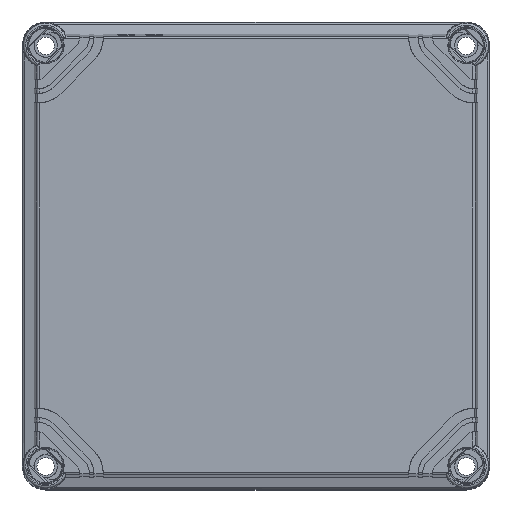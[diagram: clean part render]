
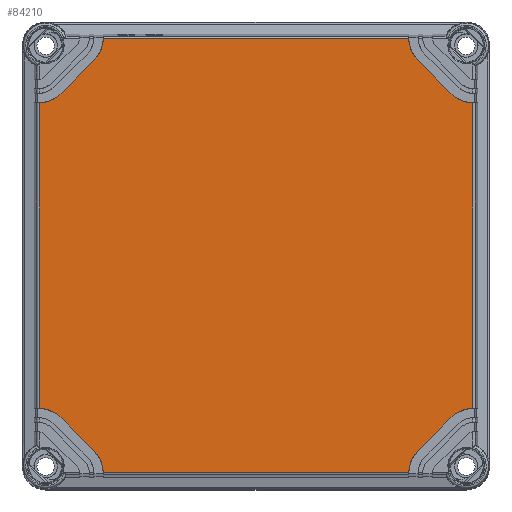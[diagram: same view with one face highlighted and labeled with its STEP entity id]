
A CAD part, top view. The second image highlights one B-rep face of the part: STEP entity #84210.
In plain terms, the highlighted planar face has unit normal (0, 0, 1).
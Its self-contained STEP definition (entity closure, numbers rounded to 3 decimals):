
#70405=CARTESIAN_POINT('',(-79.346,-93.3,30.));
#70406=DIRECTION('',(0.,0.,1.));
#70407=DIRECTION('',(0.999,0.032,0.));
#70408=AXIS2_PLACEMENT_3D('',#70405,#70406,#70407);
#70413=DIRECTION('',(-0.707,0.707,0.));
#70414=VECTOR('',#70413,19.734);
#70415=CARTESIAN_POINT('',(-69.447,-83.401,30.));
#70416=LINE('',#70415,#70414);
#70420=CARTESIAN_POINT('',(-93.3,-79.346,30.));
#70421=DIRECTION('',(0.,0.,1.));
#70422=DIRECTION('',(0.707,0.707,0.));
#70423=AXIS2_PLACEMENT_3D('',#70420,#70421,#70422);
#70428=CARTESIAN_POINT('',(-93.3,79.346,30.));
#70429=DIRECTION('',(0.,0.,1.));
#70430=DIRECTION('',(0.032,-0.999,0.));
#70431=AXIS2_PLACEMENT_3D('',#70428,#70429,#70430);
#70436=DIRECTION('',(0.707,0.707,0.));
#70437=VECTOR('',#70436,19.734);
#70438=CARTESIAN_POINT('',(-83.401,69.447,30.));
#70439=LINE('',#70438,#70437);
#70443=CARTESIAN_POINT('',(-79.346,93.3,30.));
#70444=DIRECTION('',(0.,0.,1.));
#70445=DIRECTION('',(0.707,-0.707,0.));
#70446=AXIS2_PLACEMENT_3D('',#70443,#70444,#70445);
#70451=DIRECTION('',(1.,0.,0.));
#70452=VECTOR('',#70451,130.707);
#70453=CARTESIAN_POINT('',(-65.353,92.851,30.));
#70454=LINE('',#70453,#70452);
#70458=CARTESIAN_POINT('',(79.346,93.3,30.));
#70459=DIRECTION('',(0.,0.,1.));
#70460=DIRECTION('',(-0.999,-0.032,0.));
#70461=AXIS2_PLACEMENT_3D('',#70458,#70459,#70460);
#70466=DIRECTION('',(0.707,-0.707,0.));
#70467=VECTOR('',#70466,19.734);
#70468=CARTESIAN_POINT('',(69.447,83.401,30.));
#70469=LINE('',#70468,#70467);
#70473=CARTESIAN_POINT('',(93.3,79.346,30.));
#70474=DIRECTION('',(0.,0.,1.));
#70475=DIRECTION('',(-0.707,-0.707,0.));
#70476=AXIS2_PLACEMENT_3D('',#70473,#70474,#70475);
#70481=CARTESIAN_POINT('',(93.3,-79.346,30.));
#70482=DIRECTION('',(0.,0.,1.));
#70483=DIRECTION('',(-0.032,0.999,0.));
#70484=AXIS2_PLACEMENT_3D('',#70481,#70482,#70483);
#70489=DIRECTION('',(-0.707,-0.707,0.));
#70490=VECTOR('',#70489,19.734);
#70491=CARTESIAN_POINT('',(83.401,-69.447,30.));
#70492=LINE('',#70491,#70490);
#70496=CARTESIAN_POINT('',(79.346,-93.3,30.));
#70497=DIRECTION('',(0.,0.,1.));
#70498=DIRECTION('',(-0.707,0.707,0.));
#70499=AXIS2_PLACEMENT_3D('',#70496,#70497,#70498);
#75103=DIRECTION('',(0.,1.,0.));
#75104=VECTOR('',#75103,130.707);
#75105=CARTESIAN_POINT('',(92.851,-65.353,30.));
#75106=LINE('',#75105,#75104);
#75174=CARTESIAN_POINT('',(-65.353,92.851,30.));
#75212=CARTESIAN_POINT('',(65.353,92.851,30.));
#75238=DIRECTION('',(0.,-1.,0.));
#75239=VECTOR('',#75238,130.707);
#75240=CARTESIAN_POINT('',(-92.851,65.353,30.));
#75241=LINE('',#75240,#75239);
#75309=DIRECTION('',(1.,0.,0.));
#75310=VECTOR('',#75309,130.707);
#75311=CARTESIAN_POINT('',(-65.353,-92.851,30.));
#75312=LINE('',#75311,#75310);
#75316=CARTESIAN_POINT('',(65.353,-92.851,30.));
#75347=CARTESIAN_POINT('',(-65.353,-92.851,30.));
#78161=CARTESIAN_POINT('',(69.447,83.401,30.));
#78162=CARTESIAN_POINT('',(83.401,69.447,30.));
#78163=VERTEX_POINT('',#78161);
#78164=VERTEX_POINT('',#78162);
#78181=CARTESIAN_POINT('',(-83.401,69.447,30.));
#78182=CARTESIAN_POINT('',(-69.447,83.401,30.));
#78183=VERTEX_POINT('',#78181);
#78184=VERTEX_POINT('',#78182);
#78197=CARTESIAN_POINT('',(83.401,-69.447,30.));
#78198=CARTESIAN_POINT('',(69.447,-83.401,30.));
#78199=VERTEX_POINT('',#78197);
#78200=VERTEX_POINT('',#78198);
#78209=CARTESIAN_POINT('',(-69.447,-83.401,30.));
#78210=CARTESIAN_POINT('',(-83.401,-69.447,30.));
#78211=VERTEX_POINT('',#78209);
#78212=VERTEX_POINT('',#78210);
#78523=VERTEX_POINT('',#75212);
#78535=CARTESIAN_POINT('',(92.851,-65.353,30.));
#78536=CARTESIAN_POINT('',(92.851,65.353,30.));
#78537=VERTEX_POINT('',#78535);
#78538=VERTEX_POINT('',#78536);
#78546=VERTEX_POINT('',#75174);
#78595=CARTESIAN_POINT('',(-92.851,65.353,30.));
#78596=CARTESIAN_POINT('',(-92.851,-65.353,30.));
#78597=VERTEX_POINT('',#78595);
#78598=VERTEX_POINT('',#78596);
#78655=VERTEX_POINT('',#75347);
#78656=VERTEX_POINT('',#75316);
#84171=CARTESIAN_POINT('',(0.,0.,30.));
#84172=DIRECTION('',(0.,0.,1.));
#84173=DIRECTION('',(1.,0.,0.));
#84174=AXIS2_PLACEMENT_3D('',#84171,#84172,#84173);
#84175=PLANE('',#84174);
#84177=ORIENTED_EDGE('',*,*,#84176,.F.);
#84179=ORIENTED_EDGE('',*,*,#84178,.T.);
#84181=ORIENTED_EDGE('',*,*,#84180,.T.);
#84183=ORIENTED_EDGE('',*,*,#84182,.T.);
#84185=ORIENTED_EDGE('',*,*,#84184,.F.);
#84187=ORIENTED_EDGE('',*,*,#84186,.T.);
#84189=ORIENTED_EDGE('',*,*,#84188,.T.);
#84191=ORIENTED_EDGE('',*,*,#84190,.T.);
#84193=ORIENTED_EDGE('',*,*,#84192,.T.);
#84195=ORIENTED_EDGE('',*,*,#84194,.T.);
#84197=ORIENTED_EDGE('',*,*,#84196,.T.);
#84199=ORIENTED_EDGE('',*,*,#84198,.T.);
#84201=ORIENTED_EDGE('',*,*,#84200,.F.);
#84203=ORIENTED_EDGE('',*,*,#84202,.T.);
#84205=ORIENTED_EDGE('',*,*,#84204,.T.);
#84207=ORIENTED_EDGE('',*,*,#84206,.T.);
#84208=EDGE_LOOP('',(#84177,#84179,#84181,#84183,#84185,#84187,#84189,#84191,
#84193,#84195,#84197,#84199,#84201,#84203,#84205,#84207));
#84209=FACE_OUTER_BOUND('',#84208,.F.);
#84210=ADVANCED_FACE('',(#84209),#84175,.T.);
#70409=CIRCLE('',#70408,14.);
#70424=CIRCLE('',#70423,14.);
#70432=CIRCLE('',#70431,14.);
#70447=CIRCLE('',#70446,14.);
#70462=CIRCLE('',#70461,14.);
#70477=CIRCLE('',#70476,14.);
#70485=CIRCLE('',#70484,14.);
#70500=CIRCLE('',#70499,14.);
#84176=EDGE_CURVE('',#78655,#78656,#75312,.T.);
#84178=EDGE_CURVE('',#78655,#78211,#70409,.T.);
#84180=EDGE_CURVE('',#78211,#78212,#70416,.T.);
#84182=EDGE_CURVE('',#78212,#78598,#70424,.T.);
#84184=EDGE_CURVE('',#78597,#78598,#75241,.T.);
#84186=EDGE_CURVE('',#78597,#78183,#70432,.T.);
#84188=EDGE_CURVE('',#78183,#78184,#70439,.T.);
#84190=EDGE_CURVE('',#78184,#78546,#70447,.T.);
#84192=EDGE_CURVE('',#78546,#78523,#70454,.T.);
#84194=EDGE_CURVE('',#78523,#78163,#70462,.T.);
#84196=EDGE_CURVE('',#78163,#78164,#70469,.T.);
#84198=EDGE_CURVE('',#78164,#78538,#70477,.T.);
#84200=EDGE_CURVE('',#78537,#78538,#75106,.T.);
#84202=EDGE_CURVE('',#78537,#78199,#70485,.T.);
#84204=EDGE_CURVE('',#78199,#78200,#70492,.T.);
#84206=EDGE_CURVE('',#78200,#78656,#70500,.T.);
